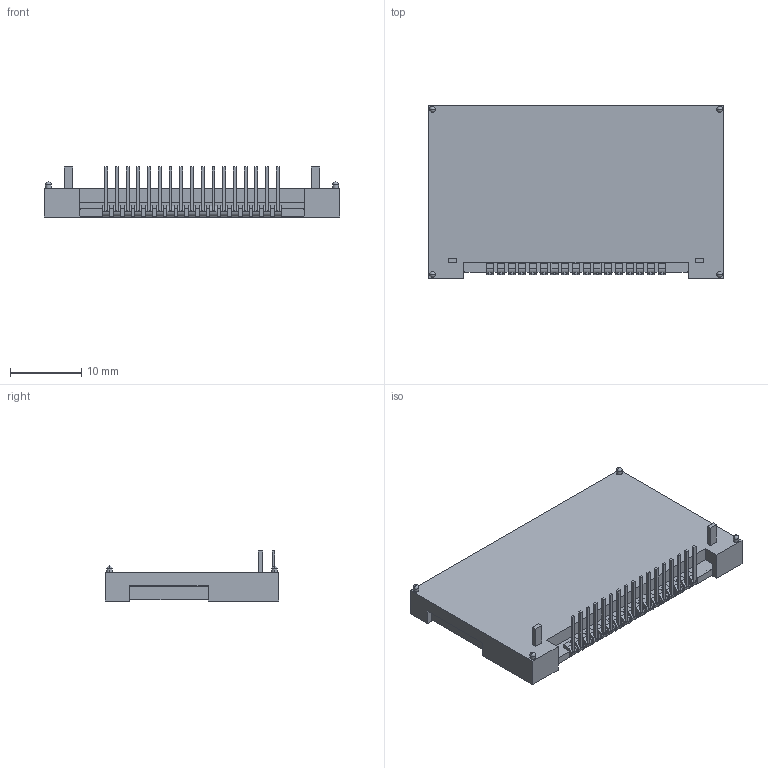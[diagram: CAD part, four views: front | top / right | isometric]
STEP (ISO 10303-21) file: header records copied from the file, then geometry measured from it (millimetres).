
FILE_DESCRIPTION (( 'STEP AP214' ), '1' );
FILE_NAME ('NHD-C12832A1Z-FSW-FBW-3V3.STEP', '2021-10-28T10:32:24', ( '' ), ( '' ), 'SwSTEP 2.0', 'SolidWorks 2018', '' );
FILE_SCHEMA (( 'AUTOMOTIVE_DESIGN' ));
Length unit declared in the file: millimetre
Products named in the file (2): NHD-C12832A1Z-FSW-FBW-3V3
Bounding box: 41.4 x 24.3 x 7 mm (x, y, z)
Volume: 3152.9 mm3; surface area: 4633.5 mm2
Topology: 3 solids, 4 shells, 417 faces, 1097 edges, 702 vertices
Faces by surface type: plane 362, cylinder 47, sphere 8
Entity records: 16837 total; most frequent: CARTESIAN_POINT 2200, ORIENTED_EDGE 2162, DIRECTION 2121, EDGE_CURVE 1081, LINE 875, VECTOR 875, VERTEX_POINT 694, AXIS2_PLACEMENT_3D 623
